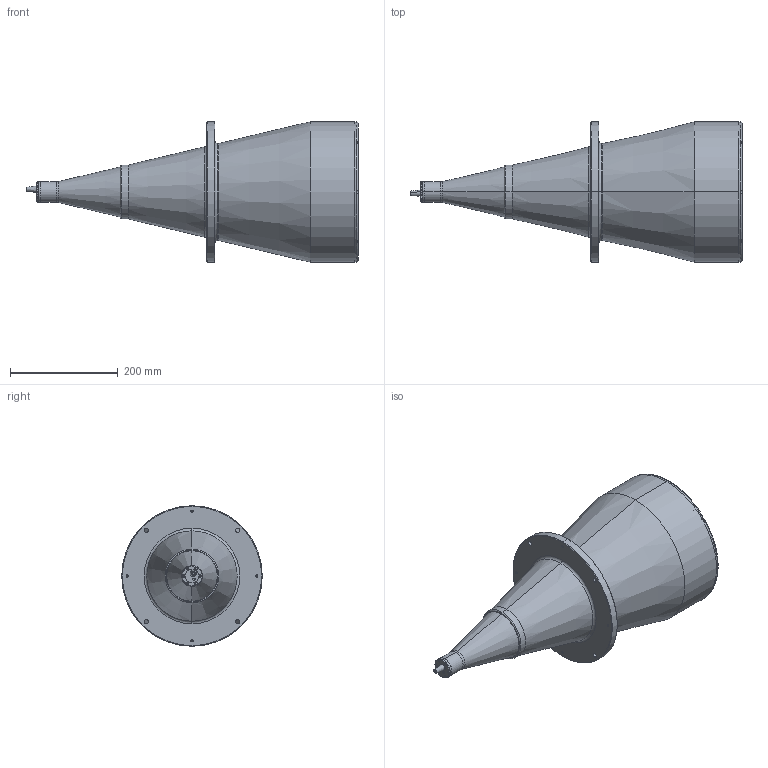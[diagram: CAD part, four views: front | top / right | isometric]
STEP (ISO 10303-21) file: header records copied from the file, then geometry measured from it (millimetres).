
FILE_DESCRIPTION (( 'STEP AP214' ), '1' );
FILE_NAME ('LTCL192.STEP', '2012-01-18T09:09:52', ( '--' ), ( '' ), 'SwSTEP 2.0', 'SolidWorks 2012', '' );
FILE_SCHEMA (( 'AUTOMOTIVE_DESIGN' ));
Length unit declared in the file: millimetre
Products named in the file (1): LTCL192
Bounding box: 615.12 x 260 x 260 mm (x, y, z)
Surface area: 451939.9 mm2 (no closed solid volume)
Topology: 0 solids, 10 shells, 178 faces, 545 edges, 382 vertices
Faces by surface type: cylinder 90, plane 48, torus 20, cone 18, sphere 2
Entity records: 8637 total; most frequent: CARTESIAN_POINT 1518, DIRECTION 1157, ORIENTED_EDGE 970, EDGE_CURVE 545, AXIS2_PLACEMENT_3D 481, VERTEX_POINT 382, CIRCLE 302, EDGE_LOOP 247
